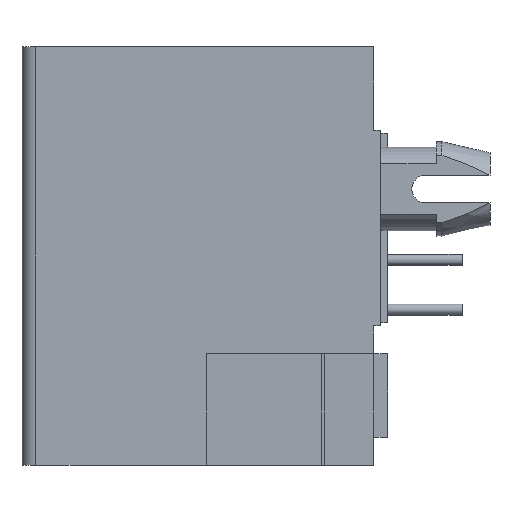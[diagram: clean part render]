
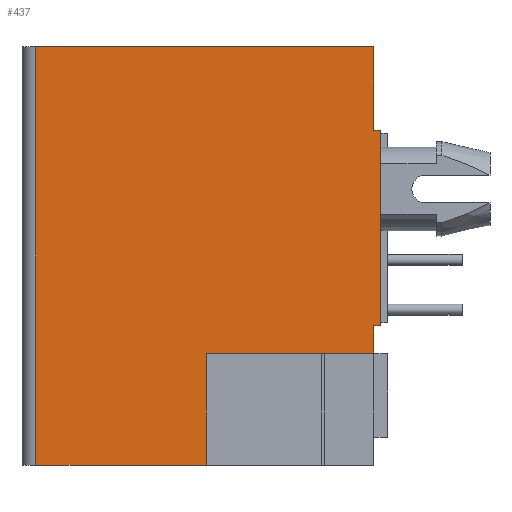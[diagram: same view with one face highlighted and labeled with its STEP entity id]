
A CAD part, left-side view. The second image highlights one B-rep face of the part: STEP entity #437.
In plain terms, the highlighted planar face has unit normal (-1, 0, 0).
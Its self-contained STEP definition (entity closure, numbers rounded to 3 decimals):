
#51 = DIRECTION ( 'NONE',  ( 0., 0., 1. ) ) ;
#212 = LINE ( 'NONE', #6697, #5523 ) ;
#253 = CARTESIAN_POINT ( 'NONE',  ( -7.9, 5.8, 15. ) ) ;
#372 = VECTOR ( 'NONE', #51, 1000. ) ;
#437 = ADVANCED_FACE ( 'NONE', ( #6196 ), #1662, .F. ) ;
#462 = VERTEX_POINT ( 'NONE', #6660 ) ;
#583 = EDGE_CURVE ( 'NONE', #2345, #1351, #3794, .T. ) ;
#605 = CARTESIAN_POINT ( 'NONE',  ( -7.9, -6.3, 15. ) ) ;
#634 = DIRECTION ( 'NONE',  ( 0., 1., 0. ) ) ;
#782 = ORIENTED_EDGE ( 'NONE', *, *, #4783, .T. ) ;
#1012 = VECTOR ( 'NONE', #5094, 1000. ) ;
#1101 = EDGE_CURVE ( 'NONE', #5218, #2944, #6873, .T. ) ;
#1168 = VECTOR ( 'NONE', #5376, 1000. ) ;
#1283 = CARTESIAN_POINT ( 'NONE',  ( -7.9, -6.3, 4. ) ) ;
#1303 = EDGE_CURVE ( 'NONE', #5218, #462, #2283, .T. ) ;
#1351 = VERTEX_POINT ( 'NONE', #3433 ) ;
#1364 = CARTESIAN_POINT ( 'NONE',  ( -7.9, -6.3, 5. ) ) ;
#1405 = ORIENTED_EDGE ( 'NONE', *, *, #6641, .F. ) ;
#1596 = CARTESIAN_POINT ( 'NONE',  ( -7.9, -6.3, 15. ) ) ;
#1632 = LINE ( 'NONE', #2061, #1805 ) ;
#1662 = PLANE ( 'NONE',  #7012 ) ;
#1805 = VECTOR ( 'NONE', #3132, 1000. ) ;
#2061 = CARTESIAN_POINT ( 'NONE',  ( -7.9, 5.8, 15. ) ) ;
#2110 = DIRECTION ( 'NONE',  ( 0., 0., -1. ) ) ;
#2283 = LINE ( 'NONE', #5600, #3411 ) ;
#2297 = CARTESIAN_POINT ( 'NONE',  ( -7.9, -6.55, 5. ) ) ;
#2345 = VERTEX_POINT ( 'NONE', #605 ) ;
#2448 = CARTESIAN_POINT ( 'NONE',  ( -7.9, -0.3, 4. ) ) ;
#2944 = VERTEX_POINT ( 'NONE', #4960 ) ;
#3132 = DIRECTION ( 'NONE',  ( 0., 0., -1. ) ) ;
#3325 = DIRECTION ( 'NONE',  ( 0., -1., 0. ) ) ;
#3386 = VECTOR ( 'NONE', #634, 1000. ) ;
#3411 = VECTOR ( 'NONE', #5647, 1000. ) ;
#3413 = VECTOR ( 'NONE', #2110, 1000. ) ;
#3433 = CARTESIAN_POINT ( 'NONE',  ( -7.9, -6.3, 12. ) ) ;
#3631 = CARTESIAN_POINT ( 'NONE',  ( -7.9, -6.55, 12. ) ) ;
#3636 = CARTESIAN_POINT ( 'NONE',  ( -7.9, -6.3, 15. ) ) ;
#3725 = ORIENTED_EDGE ( 'NONE', *, *, #583, .F. ) ;
#3794 = LINE ( 'NONE', #4504, #1012 ) ;
#4153 = DIRECTION ( 'NONE',  ( 0., 1., 0. ) ) ;
#4161 = VECTOR ( 'NONE', #4153, 1000. ) ;
#4252 = ORIENTED_EDGE ( 'NONE', *, *, #5229, .F. ) ;
#4350 = VERTEX_POINT ( 'NONE', #6001 ) ;
#4375 = DIRECTION ( 'NONE',  ( 1., 0., 0. ) ) ;
#4377 = LINE ( 'NONE', #7156, #3413 ) ;
#4504 = CARTESIAN_POINT ( 'NONE',  ( -7.9, -6.3, 15. ) ) ;
#4543 = EDGE_LOOP ( 'NONE', ( #4252, #7020, #4744, #6700, #1405, #4805, #6655, #6366, #782, #3725 ) ) ;
#4638 = VERTEX_POINT ( 'NONE', #2448 ) ;
#4744 = ORIENTED_EDGE ( 'NONE', *, *, #6502, .T. ) ;
#4783 = EDGE_CURVE ( 'NONE', #4350, #1351, #4863, .T. ) ;
#4805 = ORIENTED_EDGE ( 'NONE', *, *, #1101, .F. ) ;
#4863 = LINE ( 'NONE', #3631, #4161 ) ;
#4960 = CARTESIAN_POINT ( 'NONE',  ( -7.9, -6.3, 4. ) ) ;
#4990 = DIRECTION ( 'NONE',  ( 0., 0., -1. ) ) ;
#5094 = DIRECTION ( 'NONE',  ( 0., 0., -1. ) ) ;
#5218 = VERTEX_POINT ( 'NONE', #1364 ) ;
#5229 = EDGE_CURVE ( 'NONE', #6443, #2345, #5265, .T. ) ;
#5265 = LINE ( 'NONE', #6349, #7046 ) ;
#5376 = DIRECTION ( 'NONE',  ( 0., 0., -1. ) ) ;
#5405 = CARTESIAN_POINT ( 'NONE',  ( -7.9, 5.8, 0. ) ) ;
#5494 = EDGE_CURVE ( 'NONE', #4638, #6818, #4377, .T. ) ;
#5523 = VECTOR ( 'NONE', #3325, 1000. ) ;
#5600 = CARTESIAN_POINT ( 'NONE',  ( -7.9, -6.55, 5. ) ) ;
#5647 = DIRECTION ( 'NONE',  ( 0., -1., 0. ) ) ;
#5811 = VERTEX_POINT ( 'NONE', #5405 ) ;
#6001 = CARTESIAN_POINT ( 'NONE',  ( -7.9, -6.55, 12. ) ) ;
#6196 = FACE_OUTER_BOUND ( 'NONE', #4543, .T. ) ;
#6349 = CARTESIAN_POINT ( 'NONE',  ( -7.9, -6.3, 15. ) ) ;
#6366 = ORIENTED_EDGE ( 'NONE', *, *, #7283, .T. ) ;
#6443 = VERTEX_POINT ( 'NONE', #253 ) ;
#6502 = EDGE_CURVE ( 'NONE', #5811, #6818, #212, .T. ) ;
#6559 = LINE ( 'NONE', #1283, #3386 ) ;
#6641 = EDGE_CURVE ( 'NONE', #2944, #4638, #6559, .T. ) ;
#6655 = ORIENTED_EDGE ( 'NONE', *, *, #1303, .T. ) ;
#6660 = CARTESIAN_POINT ( 'NONE',  ( -7.9, -6.55, 5. ) ) ;
#6697 = CARTESIAN_POINT ( 'NONE',  ( -7.9, -6.3, 0. ) ) ;
#6700 = ORIENTED_EDGE ( 'NONE', *, *, #5494, .F. ) ;
#6808 = LINE ( 'NONE', #2297, #372 ) ;
#6818 = VERTEX_POINT ( 'NONE', #6934 ) ;
#6873 = LINE ( 'NONE', #3636, #1168 ) ;
#6894 = EDGE_CURVE ( 'NONE', #6443, #5811, #1632, .T. ) ;
#6934 = CARTESIAN_POINT ( 'NONE',  ( -7.9, -0.3, 0. ) ) ;
#6965 = DIRECTION ( 'NONE',  ( 0., -1., 0. ) ) ;
#7012 = AXIS2_PLACEMENT_3D ( 'NONE', #1596, #4375, #4990 ) ;
#7020 = ORIENTED_EDGE ( 'NONE', *, *, #6894, .T. ) ;
#7046 = VECTOR ( 'NONE', #6965, 1000. ) ;
#7156 = CARTESIAN_POINT ( 'NONE',  ( -7.9, -0.3, 4. ) ) ;
#7283 = EDGE_CURVE ( 'NONE', #462, #4350, #6808, .T. ) ;
